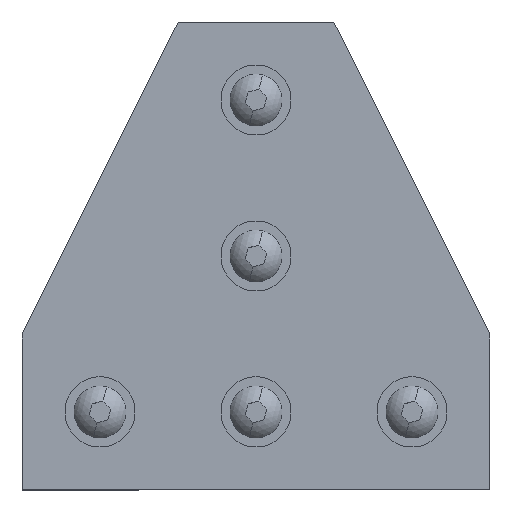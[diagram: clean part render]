
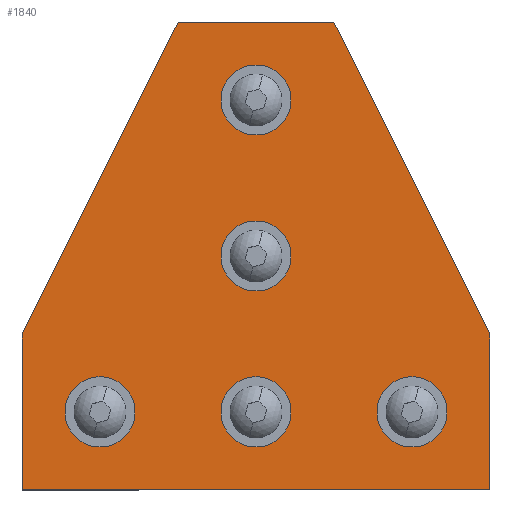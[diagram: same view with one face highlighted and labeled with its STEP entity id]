
A CAD part, top view. The second image highlights one B-rep face of the part: STEP entity #1840.
In plain terms, the highlighted planar face has unit normal (0, 0, 1).
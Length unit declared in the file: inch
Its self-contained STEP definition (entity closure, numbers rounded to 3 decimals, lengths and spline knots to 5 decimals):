
#5 = EDGE_CURVE ( 'NONE', #2093, #2022, #32, .T. ) ;
#32 = CIRCLE ( 'NONE', #33, 0.164 ) ;
#33 = AXIS2_PLACEMENT_3D ( 'NONE', #34, #35, #36 ) ;
#34 = CARTESIAN_POINT ( 'NONE',  ( 2.25, 0.75, 0.25 ) ) ;
#35 = DIRECTION ( 'NONE',  ( 0., 0., 1. ) ) ;
#36 = DIRECTION ( 'NONE',  ( 1., 0., 0. ) ) ;
#75 = CARTESIAN_POINT ( 'NONE',  ( 3.914, 0.75, 0.25 ) ) ;
#76 = CARTESIAN_POINT ( 'NONE',  ( 4.5, 1.5, 0.25 ) ) ;
#94 = CARTESIAN_POINT ( 'NONE',  ( 0., 1.5, 0.25 ) ) ;
#96 = FACE_BOUND ( 'NONE', #1824, .T. ) ;
#97 = FACE_BOUND ( 'NONE', #1405, .T. ) ;
#98 = FACE_BOUND ( 'NONE', #2035, .T. ) ;
#99 = FACE_BOUND ( 'NONE', #1863, .T. ) ;
#100 = FACE_OUTER_BOUND ( 'NONE', #1046, .T. ) ;
#101 = FACE_BOUND ( 'NONE', #1941, .T. ) ;
#102 = PLANE ( 'NONE',  #103 ) ;
#103 = AXIS2_PLACEMENT_3D ( 'NONE', #104, #105, #106 ) ;
#104 = CARTESIAN_POINT ( 'NONE',  ( 0., 0., 0.25 ) ) ;
#105 = DIRECTION ( 'NONE',  ( 0., 0., 1. ) ) ;
#106 = DIRECTION ( 'NONE',  ( 1., 0., 0. ) ) ;
#109 = VERTEX_POINT ( 'NONE', #75 ) ;
#110 = VERTEX_POINT ( 'NONE', #76 ) ;
#151 = CARTESIAN_POINT ( 'NONE',  ( 3., 4.5, 0.25 ) ) ;
#164 = CIRCLE ( 'NONE', #165, 0.164 ) ;
#165 = AXIS2_PLACEMENT_3D ( 'NONE', #166, #167, #168 ) ;
#166 = CARTESIAN_POINT ( 'NONE',  ( 3.75, 0.75, 0.25 ) ) ;
#167 = DIRECTION ( 'NONE',  ( 0., 0., 1. ) ) ;
#168 = DIRECTION ( 'NONE',  ( 1., 0., 0. ) ) ;
#169 = LINE ( 'NONE', #170, #171 ) ;
#170 = CARTESIAN_POINT ( 'NONE',  ( 0., 1.5, 0.25 ) ) ;
#171 = VECTOR ( 'NONE', #172, 39.37008 ) ;
#172 = DIRECTION ( 'NONE',  ( 0., -1., 0. ) ) ;
#194 = CARTESIAN_POINT ( 'NONE',  ( 0., 0., 0.25 ) ) ;
#218 = CARTESIAN_POINT ( 'NONE',  ( 0.586, 0.75, 0.25 ) ) ;
#236 = CIRCLE ( 'NONE', #237, 0.164 ) ;
#237 = AXIS2_PLACEMENT_3D ( 'NONE', #238, #239, #240 ) ;
#238 = CARTESIAN_POINT ( 'NONE',  ( 3.75, 0.75, 0.25 ) ) ;
#239 = DIRECTION ( 'NONE',  ( 0., 0., 1. ) ) ;
#240 = DIRECTION ( 'NONE',  ( 1., 0., 0. ) ) ;
#256 = ORIENTED_EDGE ( 'NONE', *, *, #843, .F. ) ;
#283 = CIRCLE ( 'NONE', #284, 0.164 ) ;
#284 = AXIS2_PLACEMENT_3D ( 'NONE', #285, #286, #287 ) ;
#285 = CARTESIAN_POINT ( 'NONE',  ( 2.25, 2.25, 0.25 ) ) ;
#286 = DIRECTION ( 'NONE',  ( 0., 0., 1. ) ) ;
#287 = DIRECTION ( 'NONE',  ( 1., 0., 0. ) ) ;
#305 = CARTESIAN_POINT ( 'NONE',  ( 2.414, 2.25, 0.25 ) ) ;
#346 = EDGE_CURVE ( 'NONE', #1320, #109, #164, .T. ) ;
#367 = CARTESIAN_POINT ( 'NONE',  ( 1.5, 4.5, 0.25 ) ) ;
#396 = CARTESIAN_POINT ( 'NONE',  ( 2.086, 0.75, 0.25 ) ) ;
#398 = ORIENTED_EDGE ( 'NONE', *, *, #1984, .T. ) ;
#413 = CIRCLE ( 'NONE', #414, 0.164 ) ;
#414 = AXIS2_PLACEMENT_3D ( 'NONE', #415, #416, #417 ) ;
#415 = CARTESIAN_POINT ( 'NONE',  ( 2.25, 2.25, 0.25 ) ) ;
#416 = DIRECTION ( 'NONE',  ( 0., 0., 1. ) ) ;
#417 = DIRECTION ( 'NONE',  ( 1., 0., 0. ) ) ;
#452 = CARTESIAN_POINT ( 'NONE',  ( 2.414, 0.75, 0.25 ) ) ;
#496 = CARTESIAN_POINT ( 'NONE',  ( 2.086, 3.75, 0.25 ) ) ;
#530 = CARTESIAN_POINT ( 'NONE',  ( 4.5, 0., 0.25 ) ) ;
#555 = CARTESIAN_POINT ( 'NONE',  ( 2.414, 3.75, 0.25 ) ) ;
#568 = ORIENTED_EDGE ( 'NONE', *, *, #2207, .T. ) ;
#572 = CIRCLE ( 'NONE', #573, 0.164 ) ;
#573 = AXIS2_PLACEMENT_3D ( 'NONE', #574, #575, #576 ) ;
#574 = CARTESIAN_POINT ( 'NONE',  ( 2.25, 3.75, 0.25 ) ) ;
#575 = DIRECTION ( 'NONE',  ( 0., 0., 1. ) ) ;
#576 = DIRECTION ( 'NONE',  ( 1., 0., 0. ) ) ;
#587 = EDGE_CURVE ( 'NONE', #640, #1663, #283, .T. ) ;
#596 = LINE ( 'NONE', #597, #598 ) ;
#597 = CARTESIAN_POINT ( 'NONE',  ( 3., 4.5, 0.25 ) ) ;
#598 = VECTOR ( 'NONE', #599, 39.37008 ) ;
#599 = DIRECTION ( 'NONE',  ( -1., 0., 0. ) ) ;
#614 = LINE ( 'NONE', #615, #616 ) ;
#615 = CARTESIAN_POINT ( 'NONE',  ( 1.5, 4.5, 0.25 ) ) ;
#616 = VECTOR ( 'NONE', #617, 39.37008 ) ;
#617 = DIRECTION ( 'NONE',  ( -0.447, -0.894, 0. ) ) ;
#640 = VERTEX_POINT ( 'NONE', #305 ) ;
#670 = CIRCLE ( 'NONE', #671, 0.164 ) ;
#671 = AXIS2_PLACEMENT_3D ( 'NONE', #672, #674, #675 ) ;
#672 = CARTESIAN_POINT ( 'NONE',  ( 2.25, 3.75, 0.25 ) ) ;
#674 = DIRECTION ( 'NONE',  ( 0., 0., 1. ) ) ;
#675 = DIRECTION ( 'NONE',  ( 1., 0., 0. ) ) ;
#688 = LINE ( 'NONE', #689, #691 ) ;
#689 = CARTESIAN_POINT ( 'NONE',  ( 0., 0., 0.25 ) ) ;
#691 = VECTOR ( 'NONE', #692, 39.37008 ) ;
#692 = DIRECTION ( 'NONE',  ( 1., 0., 0. ) ) ;
#699 = CIRCLE ( 'NONE', #700, 0.164 ) ;
#700 = AXIS2_PLACEMENT_3D ( 'NONE', #701, #702, #703 ) ;
#701 = CARTESIAN_POINT ( 'NONE',  ( 2.25, 0.75, 0.25 ) ) ;
#702 = DIRECTION ( 'NONE',  ( 0., 0., 1. ) ) ;
#703 = DIRECTION ( 'NONE',  ( 1., 0., 0. ) ) ;
#763 = CARTESIAN_POINT ( 'NONE',  ( 3.586, 0.75, 0.25 ) ) ;
#764 = LINE ( 'NONE', #765, #766 ) ;
#765 = CARTESIAN_POINT ( 'NONE',  ( 4.5, 0., 0.25 ) ) ;
#766 = VECTOR ( 'NONE', #767, 39.37008 ) ;
#767 = DIRECTION ( 'NONE',  ( 0., 1., 0. ) ) ;
#843 = EDGE_CURVE ( 'NONE', #1663, #640, #413, .T. ) ;
#878 = ORIENTED_EDGE ( 'NONE', *, *, #1936, .T. ) ;
#890 = CARTESIAN_POINT ( 'NONE',  ( 0.914, 0.75, 0.25 ) ) ;
#905 = CARTESIAN_POINT ( 'NONE',  ( 2.086, 2.25, 0.25 ) ) ;
#913 = LINE ( 'NONE', #914, #915 ) ;
#914 = CARTESIAN_POINT ( 'NONE',  ( 4.5, 1.5, 0.25 ) ) ;
#915 = VECTOR ( 'NONE', #916, 39.37008 ) ;
#916 = DIRECTION ( 'NONE',  ( -0.447, 0.894, 0. ) ) ;
#926 = CIRCLE ( 'NONE', #929, 0.164 ) ;
#928 = ORIENTED_EDGE ( 'NONE', *, *, #587, .F. ) ;
#929 = AXIS2_PLACEMENT_3D ( 'NONE', #930, #931, #932 ) ;
#930 = CARTESIAN_POINT ( 'NONE',  ( 0.75, 0.75, 0.25 ) ) ;
#931 = DIRECTION ( 'NONE',  ( 0., 0., 1. ) ) ;
#932 = DIRECTION ( 'NONE',  ( 1., 0., 0. ) ) ;
#962 = VERTEX_POINT ( 'NONE', #555 ) ;
#980 = CIRCLE ( 'NONE', #981, 0.164 ) ;
#981 = AXIS2_PLACEMENT_3D ( 'NONE', #982, #983, #984 ) ;
#982 = CARTESIAN_POINT ( 'NONE',  ( 0.75, 0.75, 0.25 ) ) ;
#983 = DIRECTION ( 'NONE',  ( 0., 0., 1. ) ) ;
#984 = DIRECTION ( 'NONE',  ( 1., 0., 0. ) ) ;
#1046 = EDGE_LOOP ( 'NONE', ( #568, #1285, #878, #398, #2033, #1968 ) ) ;
#1165 = EDGE_CURVE ( 'NONE', #1816, #962, #670, .T. ) ;
#1267 = ORIENTED_EDGE ( 'NONE', *, *, #2003, .F. ) ;
#1285 = ORIENTED_EDGE ( 'NONE', *, *, #1916, .T. ) ;
#1320 = VERTEX_POINT ( 'NONE', #763 ) ;
#1405 = EDGE_LOOP ( 'NONE', ( #928, #256 ) ) ;
#1626 = ORIENTED_EDGE ( 'NONE', *, *, #1165, .F. ) ;
#1663 = VERTEX_POINT ( 'NONE', #905 ) ;
#1664 = ORIENTED_EDGE ( 'NONE', *, *, #1820, .F. ) ;
#1749 = EDGE_CURVE ( 'NONE', #1973, #2072, #926, .T. ) ;
#1816 = VERTEX_POINT ( 'NONE', #496 ) ;
#1820 = EDGE_CURVE ( 'NONE', #962, #1816, #572, .T. ) ;
#1821 = ORIENTED_EDGE ( 'NONE', *, *, #1749, .F. ) ;
#1824 = EDGE_LOOP ( 'NONE', ( #1664, #1626 ) ) ;
#1840 = ADVANCED_FACE ( 'NONE', ( #96, #97, #98, #99, #100, #101 ), #102, .T. ) ;
#1863 = EDGE_LOOP ( 'NONE', ( #1821, #1267 ) ) ;
#1877 = ORIENTED_EDGE ( 'NONE', *, *, #5, .F. ) ;
#1896 = EDGE_CURVE ( 'NONE', #2089, #2197, #614, .T. ) ;
#1916 = EDGE_CURVE ( 'NONE', #2065, #2031, #688, .T. ) ;
#1921 = EDGE_CURVE ( 'NONE', #2022, #2093, #699, .T. ) ;
#1936 = EDGE_CURVE ( 'NONE', #2031, #110, #764, .T. ) ;
#1941 = EDGE_LOOP ( 'NONE', ( #2247, #2190 ) ) ;
#1967 = ORIENTED_EDGE ( 'NONE', *, *, #1921, .F. ) ;
#1968 = ORIENTED_EDGE ( 'NONE', *, *, #1896, .T. ) ;
#1973 = VERTEX_POINT ( 'NONE', #890 ) ;
#1984 = EDGE_CURVE ( 'NONE', #110, #2059, #913, .T. ) ;
#2003 = EDGE_CURVE ( 'NONE', #2072, #1973, #980, .T. ) ;
#2022 = VERTEX_POINT ( 'NONE', #452 ) ;
#2031 = VERTEX_POINT ( 'NONE', #530 ) ;
#2033 = ORIENTED_EDGE ( 'NONE', *, *, #2038, .T. ) ;
#2035 = EDGE_LOOP ( 'NONE', ( #1967, #1877 ) ) ;
#2038 = EDGE_CURVE ( 'NONE', #2059, #2089, #596, .T. ) ;
#2059 = VERTEX_POINT ( 'NONE', #151 ) ;
#2065 = VERTEX_POINT ( 'NONE', #194 ) ;
#2072 = VERTEX_POINT ( 'NONE', #218 ) ;
#2089 = VERTEX_POINT ( 'NONE', #367 ) ;
#2093 = VERTEX_POINT ( 'NONE', #396 ) ;
#2190 = ORIENTED_EDGE ( 'NONE', *, *, #346, .F. ) ;
#2197 = VERTEX_POINT ( 'NONE', #94 ) ;
#2207 = EDGE_CURVE ( 'NONE', #2197, #2065, #169, .T. ) ;
#2221 = EDGE_CURVE ( 'NONE', #109, #1320, #236, .T. ) ;
#2247 = ORIENTED_EDGE ( 'NONE', *, *, #2221, .F. ) ;
